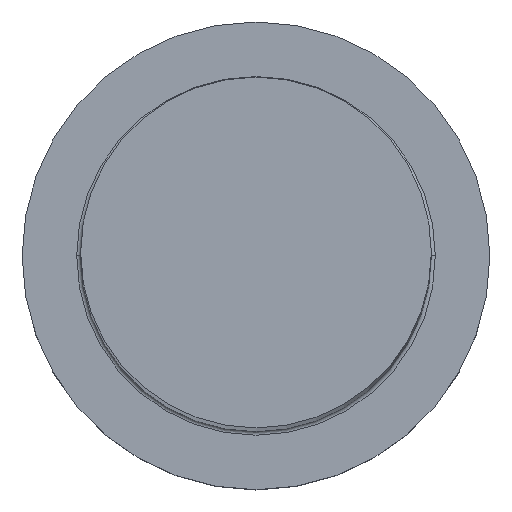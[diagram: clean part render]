
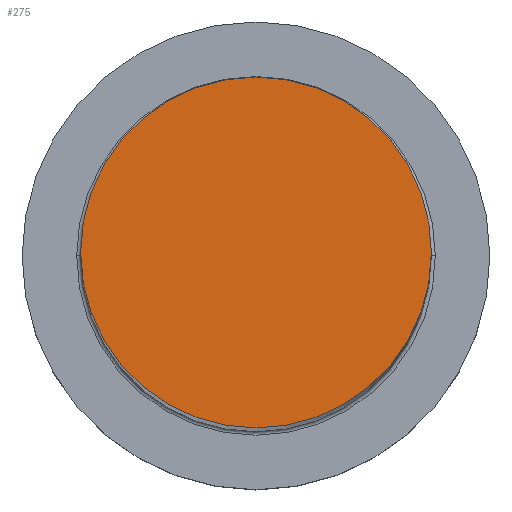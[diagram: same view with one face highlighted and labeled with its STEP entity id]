
A CAD part, top view. The second image highlights one B-rep face of the part: STEP entity #275.
In plain terms, the highlighted planar face has unit normal (0, 0, 1).
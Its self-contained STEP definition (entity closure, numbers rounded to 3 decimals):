
#1 = EDGE_CURVE ( 'NONE', #149, #244, #298, .T. ) ;
#20 = AXIS2_PLACEMENT_3D ( 'NONE', #290, #76, #265 ) ;
#25 = CIRCLE ( 'NONE', #190, 9. ) ;
#58 = EDGE_CURVE ( 'NONE', #244, #149, #25, .T. ) ;
#76 = DIRECTION ( 'NONE',  ( 0., 0., 1. ) ) ;
#77 = CARTESIAN_POINT ( 'NONE',  ( -9., 0., 107. ) ) ;
#98 = AXIS2_PLACEMENT_3D ( 'NONE', #132, #297, #109 ) ;
#103 = ORIENTED_EDGE ( 'NONE', *, *, #1, .T. ) ;
#109 = DIRECTION ( 'NONE',  ( 1., 0., 0. ) ) ;
#132 = CARTESIAN_POINT ( 'NONE',  ( 0., 0., 107. ) ) ;
#137 = ORIENTED_EDGE ( 'NONE', *, *, #58, .T. ) ;
#149 = VERTEX_POINT ( 'NONE', #77 ) ;
#157 = PLANE ( 'NONE',  #98 ) ;
#190 = AXIS2_PLACEMENT_3D ( 'NONE', #211, #207, #305 ) ;
#204 = FACE_OUTER_BOUND ( 'NONE', #273, .T. ) ;
#207 = DIRECTION ( 'NONE',  ( 0., 0., 1. ) ) ;
#211 = CARTESIAN_POINT ( 'NONE',  ( 0., 0., 107. ) ) ;
#244 = VERTEX_POINT ( 'NONE', #277 ) ;
#265 = DIRECTION ( 'NONE',  ( 1., 0., 0. ) ) ;
#273 = EDGE_LOOP ( 'NONE', ( #103, #137 ) ) ;
#275 = ADVANCED_FACE ( 'NONE', ( #204 ), #157, .T. ) ;
#277 = CARTESIAN_POINT ( 'NONE',  ( 9., 0., 107. ) ) ;
#290 = CARTESIAN_POINT ( 'NONE',  ( 0., 0., 107. ) ) ;
#297 = DIRECTION ( 'NONE',  ( 0., 0., 1. ) ) ;
#298 = CIRCLE ( 'NONE', #20, 9. ) ;
#305 = DIRECTION ( 'NONE',  ( 1., 0., 0. ) ) ;
